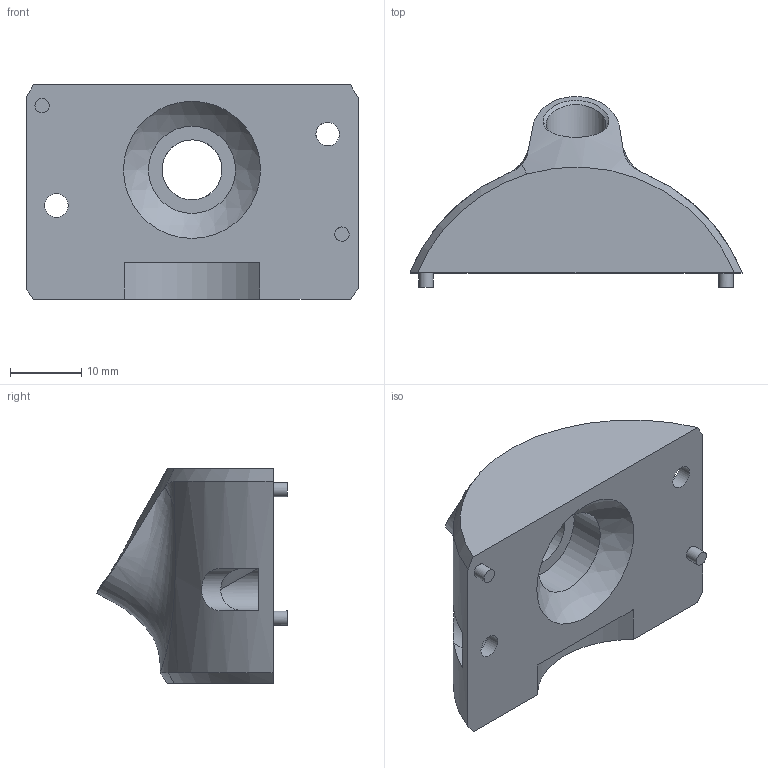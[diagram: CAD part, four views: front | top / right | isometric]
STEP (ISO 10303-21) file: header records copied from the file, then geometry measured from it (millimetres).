
FILE_DESCRIPTION(/* description */ (''),/* implementation_level */ '2;1');
FILE_NAME(/* name */ 'HBarmMountBaseCover03.stp',/* time_stamp */ '2015-06-27T15:44:31+09:00',/* author */ ('Yamaura'),/* organization */ (''),/* preprocessor_version */ 'ST-DEVELOPER v15.6',/* originating_system */ 'Autodesk Inventor 2015',/* authorisation */ '');
FILE_SCHEMA (('AUTOMOTIVE_DESIGN { 1 0 10303 214 3 1 1 }'));
Length unit declared in the file: millimetre
Products named in the file (1): HBarmMountBaseCover02
Bounding box: 46.49 x 26.71 x 30 mm (x, y, z)
Volume: 14358 mm3; surface area: 4989.9 mm2
Topology: 1 solids, 1 shells, 39 faces, 98 edges, 65 vertices
Faces by surface type: plane 15, cylinder 15, bspline 8, sphere 1
Full cylindrical faces by diameter (mm): 2 x2, 3.3 x2, 8.4 x1, 12.2 x1
Entity records: 5191 total; most frequent: CARTESIAN_POINT 4322, ORIENTED_EDGE 170, DIRECTION 159, EDGE_CURVE 85, AXIS2_PLACEMENT_3D 65, VERTEX_POINT 60, EDGE_LOOP 57, FACE_OUTER_BOUND 39
